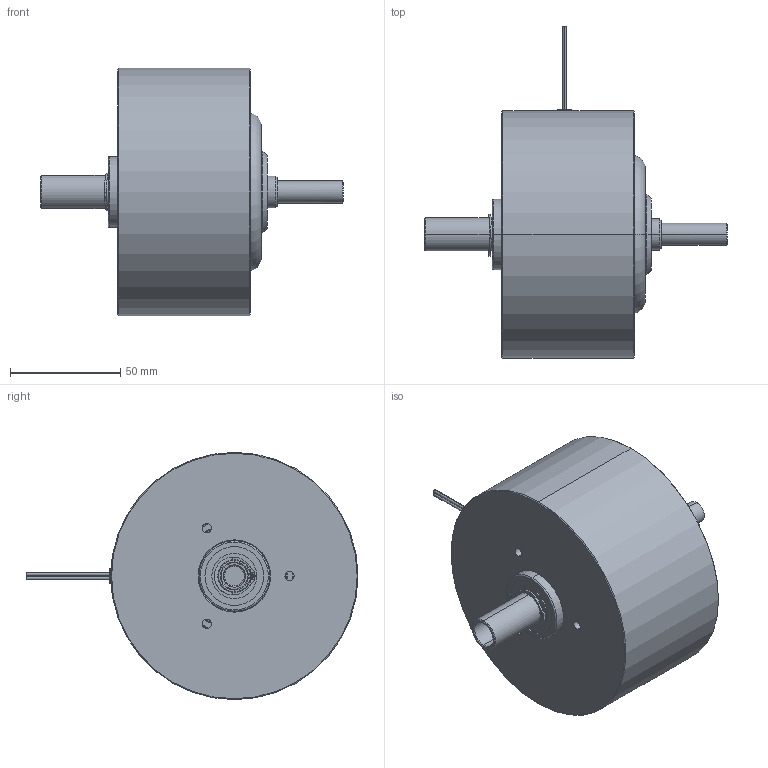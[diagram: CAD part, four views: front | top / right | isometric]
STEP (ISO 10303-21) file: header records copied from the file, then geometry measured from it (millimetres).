
FILE_DESCRIPTION (( 'STEP AP214' ), '1' );
FILE_NAME ('HCF-120M_F_EF.STEP', '2013-06-17T16:27:28', ( 'Jeff' ), ( '' ), 'SwSTEP 2.0', 'SolidWorks 2013', '' );
FILE_SCHEMA (( 'AUTOMOTIVE_DESIGN' ));
Length unit declared in the file: inch
Products named in the file (1): HCF-120M_F_EF
Bounding box: 137.14 x 150.36 x 111.99 mm (x, y, z)
Surface area: 69976.8 mm2 (no closed solid volume)
Topology: 0 solids, 12 shells, 184 faces, 1039 edges, 874 vertices
Faces by surface type: cylinder 91, cone 44, plane 41, torus 8
Entity records: 13412 total; most frequent: CARTESIAN_POINT 2808, DIRECTION 1754, ORIENTED_EDGE 1380, EDGE_CURVE 1039, VERTEX_POINT 874, AXIS2_PLACEMENT_3D 678, CIRCLE 493, LINE 398
